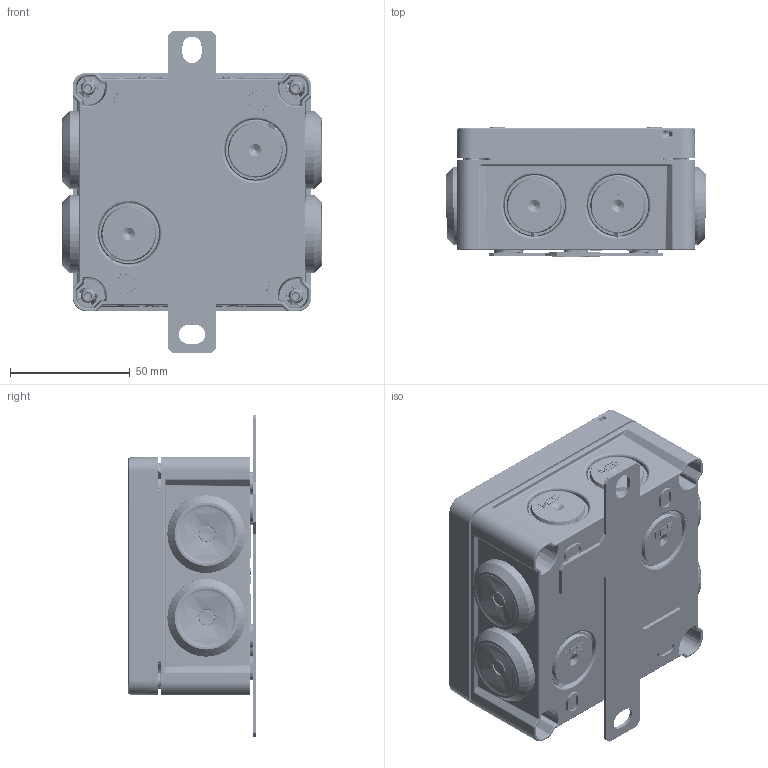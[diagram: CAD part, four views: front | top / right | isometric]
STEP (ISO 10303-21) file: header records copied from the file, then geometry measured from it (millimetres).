
FILE_DESCRIPTION((''),'2;1');
FILE_NAME('FPT1010PP46_LITE_ASM','2020-03-06T15:01:10',('kaj_lindroos'),(''),'CREO PARAMETRIC BY PTC INC, 2019224','CREO PARAMETRIC BY PTC INC, 2019224','');
FILE_SCHEMA(('AUTOMOTIVE_DESIGN { 1 0 10303 214 1 1 1 1 }'));
Products named in the file (19): FPT_BASE1010FSB_PMR2987_3; FPT_FIXING1010FSB; FPT_VETONIITTI_M5X15_STZC; FPT_FIXING1010FSB_ASM; FPT_COVER1010_PMR2988_E; FPT_COVER1010_PMR2988_2_ASM; FPT_SCREW_PMR2991_2; RMM25_2003; PPK315-80; DIN7985_M5X10_A2K_RUUVI; PPK146; PLC45; KJXA18_ASM; PTK189; PLE31; PR134; KRXA6_ASM; COVER_FIXING_LINE_150; FPT1010PP46_LITE_ASM
Assembly tree (31 placements, depth 3):
  FPT1010PP46_LITE_ASM
    FPT_BASE1010FSB_PMR2987_3
    FPT_FIXING1010FSB_ASM
      FPT_FIXING1010FSB
      FPT_VETONIITTI_M5X15_STZC  x2
    FPT_COVER1010_PMR2988_2_ASM
      FPT_COVER1010_PMR2988_E
    FPT_SCREW_PMR2991_2  x4
    RMM25_2003  x4
    PPK315-80
    DIN7985_M5X10_A2K_RUUVI  x2
    KJXA18_ASM  x2
      PPK146
      PLC45
    KRXA6_ASM  x4
      PTK189
      PLE31
      PR134
    COVER_FIXING_LINE_150
Bounding box: 109 x 53.8 x 135 mm (x, y, z)
Volume: 133967.5 mm3; surface area: 143911.7 mm2
Topology: 37 solids, 48 shells, 6851 faces, 18459 edges, 11958 vertices
Faces by surface type: plane 3831, cylinder 929, extrusion 863, cone 488, bspline 380, torus 252, sphere 108
Entity records: 201895 total; most frequent: CARTESIAN_POINT 52574, ORIENTED_EDGE 23108, DIRECTION 18846, PRESENTATION_STYLE_ASSIGNMENT 11772, STYLED_ITEM 11753, CURVE_STYLE 11725, EDGE_CURVE 11560, VECTOR 8193
